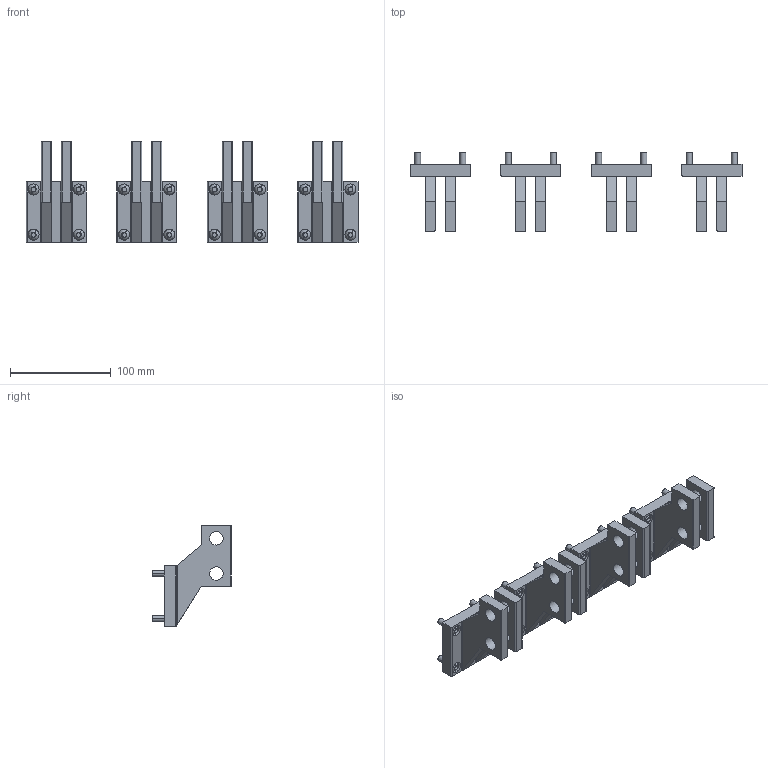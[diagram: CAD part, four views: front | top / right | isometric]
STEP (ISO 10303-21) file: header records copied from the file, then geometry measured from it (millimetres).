
FILE_DESCRIPTION(('CATIA V5 STEP Exchange'),'2;1');
FILE_NAME('1SDH001252R0158_1PA_001_00_E2.2_IV_W_TERMINALS_SVR_UPPER_2500A.stp','2014-03-06T08:26:49+00:00',('none'),('none'),'CATIA Version 5 Release 20 SP 5 (IN-10)','CATIA V5 STEP AP214','none');
FILE_SCHEMA(('AUTOMOTIVE_DESIGN { 1 0 10303 214 1 1 1 1 }'));
Length unit declared in the file: millimetre
Products named in the file (1): 1SDH001252R0158_1PA_001_00_E2.2_IV_W_TERMINALS_SVR_UPPER_2500A
Bounding box: 330 x 78.4 x 100 mm (x, y, z)
Volume: 394375.7 mm3; surface area: 117731.3 mm2
Topology: 20 solids, 20 shells, 528 faces, 1248 edges, 808 vertices
Faces by surface type: plane 272, cylinder 192, revolution 32, torus 32
Entity records: 14818 total; most frequent: CARTESIAN_POINT 3041, ORIENTED_EDGE 2496, DIRECTION 1952, EDGE_CURVE 1248, AXIS2_PLACEMENT_3D 821, VERTEX_POINT 808, VECTOR 736, LINE 736
